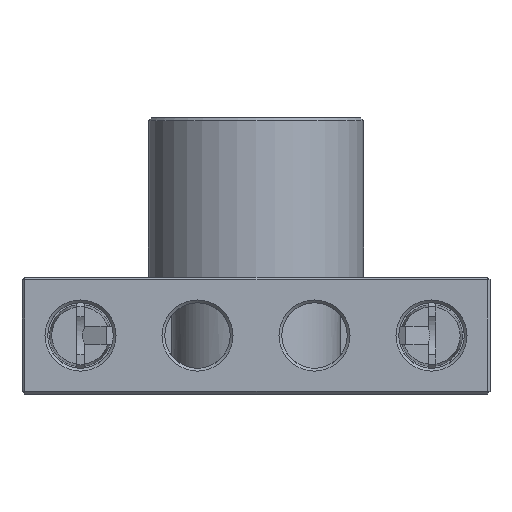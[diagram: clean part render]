
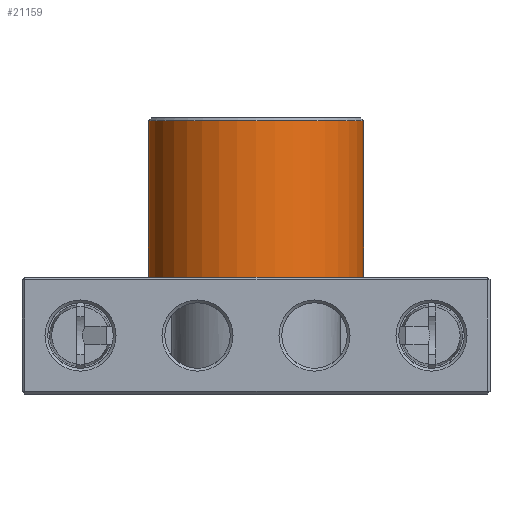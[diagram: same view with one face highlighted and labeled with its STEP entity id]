
A CAD part, left-side view. The second image highlights one B-rep face of the part: STEP entity #21159.
In plain terms, the highlighted cylindrical face has radius 11.5 mm (diameter 23 mm), a full revolution.
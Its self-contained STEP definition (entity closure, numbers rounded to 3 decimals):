
#21093 = CONICAL_SURFACE('',#21094,11.5,0.785);
#21094 = AXIS2_PLACEMENT_3D('',#21095,#21096,#21097);
#21095 = CARTESIAN_POINT('',(0.,0.,29.2));
#21096 = DIRECTION('',(-0.,-0.,-1.));
#21097 = DIRECTION('',(1.,0.,0.));
#21109 = VERTEX_POINT('',#21110);
#21110 = CARTESIAN_POINT('',(11.5,0.,29.2));
#21131 = EDGE_CURVE('',#21109,#21109,#21132,.T.);
#21132 = SURFACE_CURVE('',#21133,(#21138,#21145),.PCURVE_S1.);
#21133 = CIRCLE('',#21134,11.5);
#21134 = AXIS2_PLACEMENT_3D('',#21135,#21136,#21137);
#21135 = CARTESIAN_POINT('',(0.,0.,29.2));
#21136 = DIRECTION('',(0.,0.,1.));
#21137 = DIRECTION('',(1.,0.,0.));
#21138 = PCURVE('',#21093,#21139);
#21139 = DEFINITIONAL_REPRESENTATION('',(#21140),#21144);
#21140 = LINE('',#21141,#21142);
#21141 = CARTESIAN_POINT('',(-0.,-0.));
#21142 = VECTOR('',#21143,1.);
#21143 = DIRECTION('',(-1.,-0.));
#21144 = ( GEOMETRIC_REPRESENTATION_CONTEXT(2) 
PARAMETRIC_REPRESENTATION_CONTEXT() REPRESENTATION_CONTEXT('2D SPACE',''
  ) );
#21145 = PCURVE('',#21146,#21151);
#21146 = CYLINDRICAL_SURFACE('',#21147,11.5);
#21147 = AXIS2_PLACEMENT_3D('',#21148,#21149,#21150);
#21148 = CARTESIAN_POINT('',(0.,0.,12.5));
#21149 = DIRECTION('',(-0.,-0.,-1.));
#21150 = DIRECTION('',(1.,0.,0.));
#21151 = DEFINITIONAL_REPRESENTATION('',(#21152),#21156);
#21152 = LINE('',#21153,#21154);
#21153 = CARTESIAN_POINT('',(-0.,-16.7));
#21154 = VECTOR('',#21155,1.);
#21155 = DIRECTION('',(-1.,0.));
#21156 = ( GEOMETRIC_REPRESENTATION_CONTEXT(2) 
PARAMETRIC_REPRESENTATION_CONTEXT() REPRESENTATION_CONTEXT('2D SPACE',''
  ) );
#21159 = ADVANCED_FACE('',(#21160),#21146,.T.);
#21160 = FACE_BOUND('',#21161,.F.);
#21161 = EDGE_LOOP('',(#21162,#21185,#21186,#21187));
#21162 = ORIENTED_EDGE('',*,*,#21163,.T.);
#21163 = EDGE_CURVE('',#21164,#21109,#21166,.T.);
#21164 = VERTEX_POINT('',#21165);
#21165 = CARTESIAN_POINT('',(11.5,0.,12.5));
#21166 = SEAM_CURVE('',#21167,(#21171,#21178),.PCURVE_S1.);
#21167 = LINE('',#21168,#21169);
#21168 = CARTESIAN_POINT('',(11.5,0.,12.5));
#21169 = VECTOR('',#21170,1.);
#21170 = DIRECTION('',(0.,0.,1.));
#21171 = PCURVE('',#21146,#21172);
#21172 = DEFINITIONAL_REPRESENTATION('',(#21173),#21177);
#21173 = LINE('',#21174,#21175);
#21174 = CARTESIAN_POINT('',(-0.,0.));
#21175 = VECTOR('',#21176,1.);
#21176 = DIRECTION('',(-0.,-1.));
#21177 = ( GEOMETRIC_REPRESENTATION_CONTEXT(2) 
PARAMETRIC_REPRESENTATION_CONTEXT() REPRESENTATION_CONTEXT('2D SPACE',''
  ) );
#21178 = PCURVE('',#21146,#21179);
#21179 = DEFINITIONAL_REPRESENTATION('',(#21180),#21184);
#21180 = LINE('',#21181,#21182);
#21181 = CARTESIAN_POINT('',(-6.283,0.));
#21182 = VECTOR('',#21183,1.);
#21183 = DIRECTION('',(-0.,-1.));
#21184 = ( GEOMETRIC_REPRESENTATION_CONTEXT(2) 
PARAMETRIC_REPRESENTATION_CONTEXT() REPRESENTATION_CONTEXT('2D SPACE',''
  ) );
#21185 = ORIENTED_EDGE('',*,*,#21131,.T.);
#21186 = ORIENTED_EDGE('',*,*,#21163,.F.);
#21187 = ORIENTED_EDGE('',*,*,#21188,.F.);
#21188 = EDGE_CURVE('',#21164,#21164,#21189,.T.);
#21189 = SURFACE_CURVE('',#21190,(#21195,#21202),.PCURVE_S1.);
#21190 = CIRCLE('',#21191,11.5);
#21191 = AXIS2_PLACEMENT_3D('',#21192,#21193,#21194);
#21192 = CARTESIAN_POINT('',(0.,0.,12.5));
#21193 = DIRECTION('',(0.,0.,1.));
#21194 = DIRECTION('',(1.,0.,0.));
#21195 = PCURVE('',#21146,#21196);
#21196 = DEFINITIONAL_REPRESENTATION('',(#21197),#21201);
#21197 = LINE('',#21198,#21199);
#21198 = CARTESIAN_POINT('',(-0.,0.));
#21199 = VECTOR('',#21200,1.);
#21200 = DIRECTION('',(-1.,0.));
#21201 = ( GEOMETRIC_REPRESENTATION_CONTEXT(2) 
PARAMETRIC_REPRESENTATION_CONTEXT() REPRESENTATION_CONTEXT('2D SPACE',''
  ) );
#21202 = PCURVE('',#21203,#21208);
#21203 = PLANE('',#21204);
#21204 = AXIS2_PLACEMENT_3D('',#21205,#21206,#21207);
#21205 = CARTESIAN_POINT('',(0.,0.,12.5));
#21206 = DIRECTION('',(-0.,-0.,-1.));
#21207 = DIRECTION('',(-1.,0.,0.));
#21208 = DEFINITIONAL_REPRESENTATION('',(#21209),#21217);
#21209 = ( BOUNDED_CURVE() B_SPLINE_CURVE(2,(#21210,#21211,#21212,#21213
    ,#21214,#21215,#21216),.UNSPECIFIED.,.T.,.F.) 
B_SPLINE_CURVE_WITH_KNOTS((1,2,2,2,2,1),(-2.094,0.,
    2.094,4.189,6.283,8.378),
.UNSPECIFIED.) CURVE() GEOMETRIC_REPRESENTATION_ITEM() 
RATIONAL_B_SPLINE_CURVE((1.,0.5,1.,0.5,1.,0.5,1.)) REPRESENTATION_ITEM(
  '') );
#21210 = CARTESIAN_POINT('',(-11.5,0.));
#21211 = CARTESIAN_POINT('',(-11.5,19.919));
#21212 = CARTESIAN_POINT('',(5.75,9.959));
#21213 = CARTESIAN_POINT('',(23.,0.));
#21214 = CARTESIAN_POINT('',(5.75,-9.959));
#21215 = CARTESIAN_POINT('',(-11.5,-19.919));
#21216 = CARTESIAN_POINT('',(-11.5,0.));
#21217 = ( GEOMETRIC_REPRESENTATION_CONTEXT(2) 
PARAMETRIC_REPRESENTATION_CONTEXT() REPRESENTATION_CONTEXT('2D SPACE',''
  ) );
